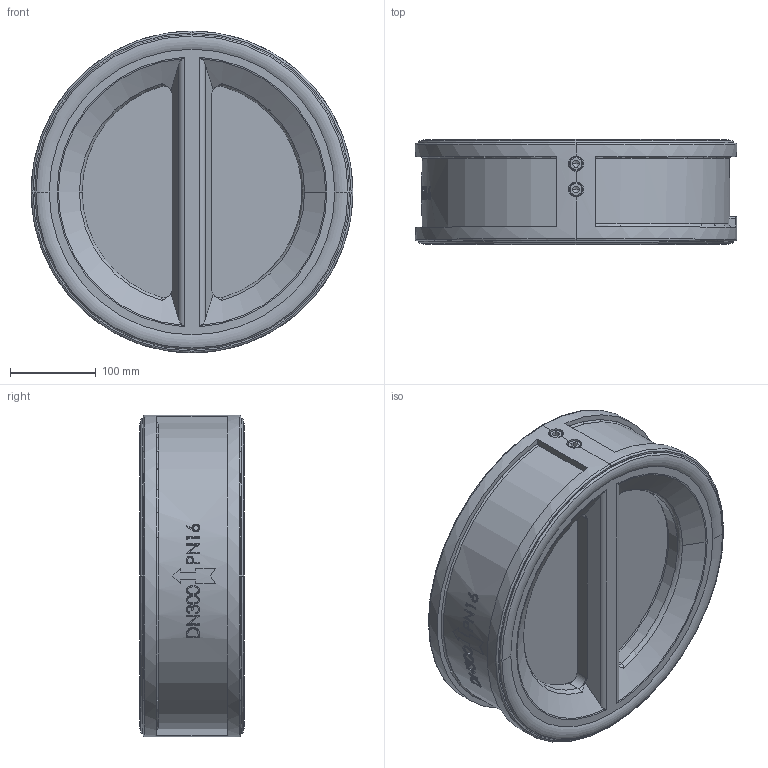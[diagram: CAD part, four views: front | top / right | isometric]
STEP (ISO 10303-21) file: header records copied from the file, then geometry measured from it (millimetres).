
FILE_DESCRIPTION (( 'STEP AP214' ), '1' );
FILE_NAME ('300·§Ìå.STEP', '2018-02-08T06:47:55', ( 'User' ), ( 'china' ), 'SwSTEP 2.0', 'SolidWorks 2012', '' );
FILE_SCHEMA (( 'AUTOMOTIVE_DESIGN' ));
Length unit declared in the file: millimetre
Products named in the file (1): 300概极
Bounding box: 375 x 121.97 x 375 mm (x, y, z)
Volume: 5272037.1 mm3; surface area: 608648.1 mm2
Topology: 1 solids, 5 shells, 559 faces, 1422 edges, 891 vertices
Faces by surface type: plane 236, cylinder 160, bspline 87, torus 41, cone 35
Entity records: 63271 total; most frequent: CARTESIAN_POINT 50371, ORIENTED_EDGE 2828, DIRECTION 2461, EDGE_CURVE 1414, AXIS2_PLACEMENT_3D 965, VERTEX_POINT 891, EDGE_LOOP 621, FACE_OUTER_BOUND 559
